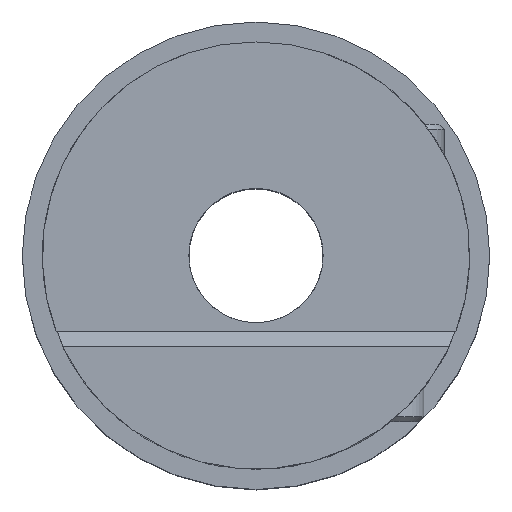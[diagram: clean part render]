
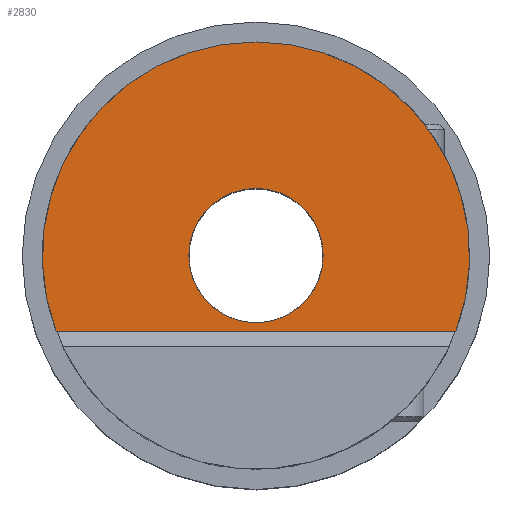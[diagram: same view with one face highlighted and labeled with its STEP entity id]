
A CAD part, top view. The second image highlights one B-rep face of the part: STEP entity #2830.
In plain terms, the highlighted planar face has unit normal (0, 0, 1).
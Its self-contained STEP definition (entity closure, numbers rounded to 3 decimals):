
#18=DIRECTION('',(-1.,0.,0.));
#19=VECTOR('',#18,14.87);
#20=CARTESIAN_POINT('',(7.435,-2.814,6.));
#21=LINE('',#20,#19);
#22=CARTESIAN_POINT('',(0.,0.,6.));
#23=DIRECTION('',(0.,0.,1.));
#24=DIRECTION('',(0.,1.,0.));
#25=AXIS2_PLACEMENT_3D('',#22,#23,#24);
#27=CARTESIAN_POINT('',(0.,0.,6.));
#28=DIRECTION('',(0.,0.,-1.));
#29=DIRECTION('',(0.,1.,0.));
#30=AXIS2_PLACEMENT_3D('',#27,#28,#29);
#41=CARTESIAN_POINT('',(0.,0.,6.));
#42=DIRECTION('',(0.,0.,-1.));
#43=DIRECTION('',(0.,1.,0.));
#44=AXIS2_PLACEMENT_3D('',#41,#42,#43);
#1700=CARTESIAN_POINT('',(0.,0.,6.));
#1701=DIRECTION('',(0.,0.,1.));
#1702=DIRECTION('',(0.,1.,0.));
#1703=AXIS2_PLACEMENT_3D('',#1700,#1701,#1702);
#2267=CARTESIAN_POINT('',(0.,2.5,6.));
#2268=CARTESIAN_POINT('',(0.,-2.5,6.));
#2269=VERTEX_POINT('',#2267);
#2270=VERTEX_POINT('',#2268);
#2379=CARTESIAN_POINT('',(7.435,-2.814,6.));
#2380=CARTESIAN_POINT('',(-7.435,-2.814,6.));
#2381=VERTEX_POINT('',#2379);
#2382=VERTEX_POINT('',#2380);
#2391=CARTESIAN_POINT('',(0.,7.95,6.));
#2392=VERTEX_POINT('',#2391);
#2811=CARTESIAN_POINT('',(0.,0.,6.));
#2812=DIRECTION('',(0.,0.,-1.));
#2813=DIRECTION('',(0.,-1.,0.));
#2814=AXIS2_PLACEMENT_3D('',#2811,#2812,#2813);
#2815=PLANE('',#2814);
#2817=ORIENTED_EDGE('',*,*,#2816,.T.);
#2819=ORIENTED_EDGE('',*,*,#2818,.F.);
#2821=ORIENTED_EDGE('',*,*,#2820,.T.);
#2822=EDGE_LOOP('',(#2817,#2819,#2821));
#2823=FACE_OUTER_BOUND('',#2822,.F.);
#2825=ORIENTED_EDGE('',*,*,#2824,.F.);
#2827=ORIENTED_EDGE('',*,*,#2826,.T.);
#2828=EDGE_LOOP('',(#2825,#2827));
#2829=FACE_BOUND('',#2828,.F.);
#26=CIRCLE('',#25,7.95);
#31=CIRCLE('',#30,7.95);
#45=CIRCLE('',#44,2.5);
#1704=CIRCLE('',#1703,2.5);
#2816=EDGE_CURVE('',#2381,#2382,#21,.T.);
#2818=EDGE_CURVE('',#2392,#2382,#26,.T.);
#2820=EDGE_CURVE('',#2392,#2381,#31,.T.);
#2824=EDGE_CURVE('',#2269,#2270,#45,.T.);
#2826=EDGE_CURVE('',#2269,#2270,#1704,.T.);
#2830=ADVANCED_FACE('',(#2823,#2829),#2815,.F.);
